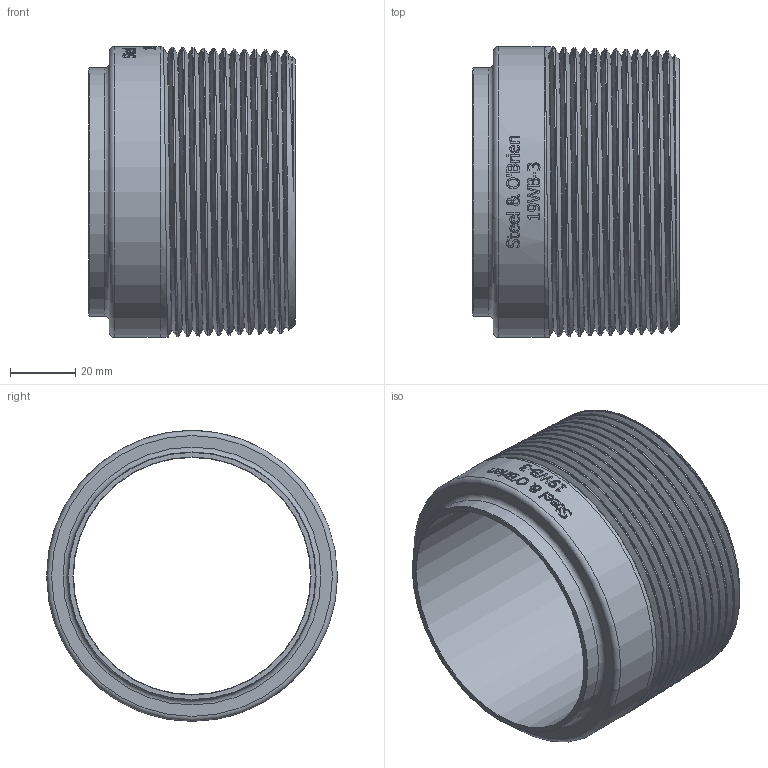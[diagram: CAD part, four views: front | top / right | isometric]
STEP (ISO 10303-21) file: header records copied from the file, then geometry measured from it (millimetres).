
FILE_DESCRIPTION(/* description */ (''),/* implementation_level */ '2;1');
FILE_NAME(/* name */ '19WB-3.stp',/* time_stamp */ '2021-12-07T09:45:25-05:00',/* author */ ('rick'),/* organization */ (''),/* preprocessor_version */ 'ST-DEVELOPER v18.1',/* originating_system */ 'Autodesk Inventor 2020',/* authorisation */ '');
FILE_SCHEMA (('AUTOMOTIVE_DESIGN { 1 0 10303 214 3 1 1 }'));
Length unit declared in the file: inch
Products named in the file (1): 19WB-3
Bounding box: 63.5 x 89.32 x 89.32 mm (x, y, z)
Volume: 104254.7 mm3; surface area: 42590.7 mm2
Topology: 1 solids, 1 shells, 361 faces, 991 edges, 664 vertices
Faces by surface type: bspline 178, plane 131, cylinder 34, cone 13, torus 5
Full cylindrical faces by diameter (mm): 72.898 x1, 76.2 x1, 89.322 x1
Entity records: 20848 total; most frequent: CARTESIAN_POINT 12674, ORIENTED_EDGE 1982, DIRECTION 1164, EDGE_CURVE 991, VERTEX_POINT 664, LINE 424, VECTOR 424, EDGE_LOOP 395
